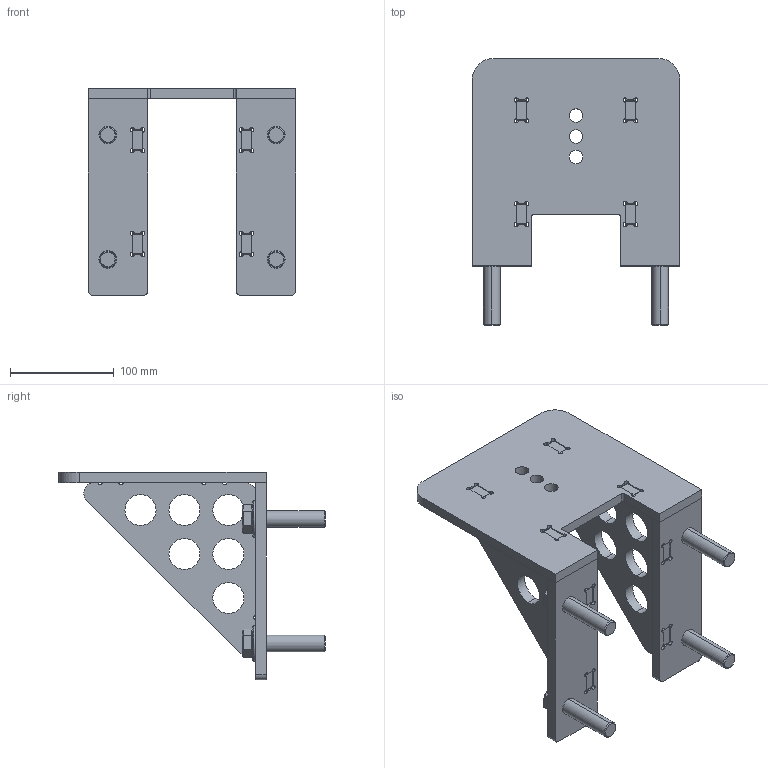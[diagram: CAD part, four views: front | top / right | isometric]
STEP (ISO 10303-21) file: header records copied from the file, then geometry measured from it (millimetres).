
FILE_DESCRIPTION (( 'STEP AP203' ), '1' );
FILE_NAME ('Baugruppe KTP-100.STEP', '2020-06-08T08:23:55', ( '' ), ( '' ), 'SwSTEP 2.0', 'SolidWorks 2018', '' );
FILE_SCHEMA (( 'CONFIG_CONTROL_DESIGN' ));
Length unit declared in the file: millimetre
Products named in the file (1): Baugruppe KTP-100
Bounding box: 200 x 257 x 200 mm (x, y, z)
Volume: 872509 mm3; surface area: 239145.6 mm2
Topology: 13 solids, 13 shells, 460 faces, 1226 edges, 796 vertices
Faces by surface type: cylinder 256, plane 188, cone 16
Entity records: 14623 total; most frequent: DIRECTION 2676, CARTESIAN_POINT 2483, ORIENTED_EDGE 2452, EDGE_CURVE 1226, AXIS2_PLACEMENT_3D 989, VERTEX_POINT 796, LINE 698, VECTOR 698
